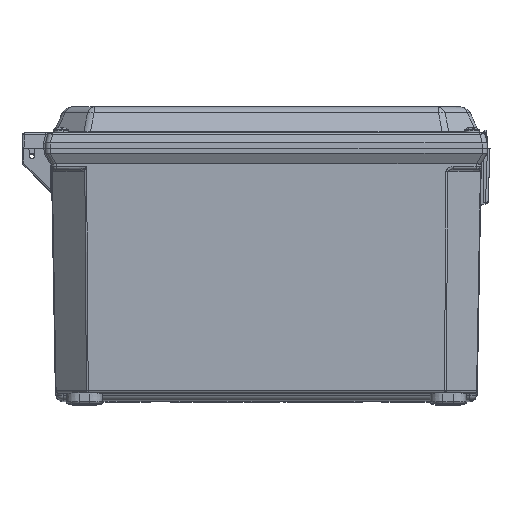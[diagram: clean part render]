
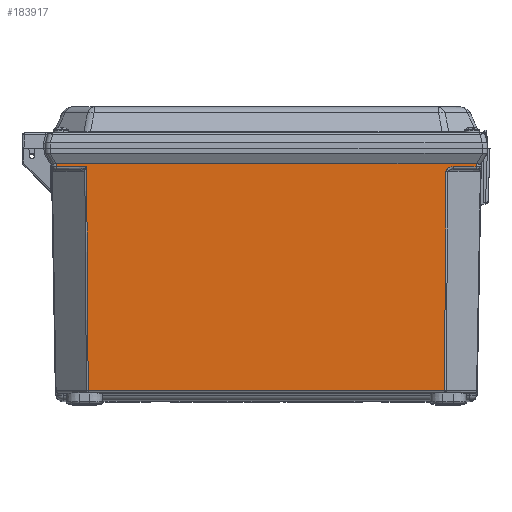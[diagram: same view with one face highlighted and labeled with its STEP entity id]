
A CAD part, top view. The second image highlights one B-rep face of the part: STEP entity #183917.
In plain terms, the highlighted planar face has unit normal (0, -0.018, 1).
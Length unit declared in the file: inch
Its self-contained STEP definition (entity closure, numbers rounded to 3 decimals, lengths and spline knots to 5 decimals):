
#1960 = CARTESIAN_POINT ( 'NONE',  ( 4.3833, -5.8751, 6.00529 ) ) ;
#2080 = EDGE_CURVE ( 'NONE', #135284, #147982, #72415, .T. ) ;
#2285 = LINE ( 'NONE', #1960, #11398 ) ;
#5781 = VECTOR ( 'NONE', #103430, 39.37008 ) ;
#7554 = EDGE_CURVE ( 'NONE', #170338, #159843, #2285, .T. ) ;
#9566 = DIRECTION ( 'NONE',  ( 0.007, 1., 0.017 ) ) ;
#9761 = CARTESIAN_POINT ( 'NONE',  ( 5.08632, -0.375, 6.1013 ) ) ;
#11398 = VECTOR ( 'NONE', #103244, 39.37008 ) ;
#11743 = LINE ( 'NONE', #154982, #118203 ) ;
#15879 = VERTEX_POINT ( 'NONE', #49241 ) ;
#18598 = ORIENTED_EDGE ( 'NONE', *, *, #21630, .T. ) ;
#19868 = CARTESIAN_POINT ( 'NONE',  ( 4.3567, -0.50229, 6.09908 ) ) ;
#20384 =( BOUNDED_CURVE ( )  B_SPLINE_CURVE ( 3, ( #164276, #92026, #19868, #121189 ),
 .UNSPECIFIED., .F., .F. ) 
 B_SPLINE_CURVE_WITH_KNOTS ( ( 4, 4 ),
 ( 1.59548, 3.14882 ),
 .UNSPECIFIED. ) 
 CURVE ( )  GEOMETRIC_REPRESENTATION_ITEM ( )  RATIONAL_B_SPLINE_CURVE ( ( 1., 0.809, 0.809, 1. ) ) 
 REPRESENTATION_ITEM ( '' )  );
#21630 = EDGE_CURVE ( 'NONE', #15879, #95765, #95689, .T. ) ;
#21826 = CARTESIAN_POINT ( 'NONE',  ( 5.08497, -0.45208, 6.09995 ) ) ;
#22664 = LINE ( 'NONE', #63680, #172247 ) ;
#27896 = ORIENTED_EDGE ( 'NONE', *, *, #151611, .F. ) ;
#28168 = EDGE_CURVE ( 'NONE', #159843, #89228, #90188, .T. ) ;
#36534 = CARTESIAN_POINT ( 'NONE',  ( -4.35706, -0.45208, 6.09995 ) ) ;
#36630 = AXIS2_PLACEMENT_3D ( 'NONE', #171248, #185781, #98990 ) ;
#42193 = CARTESIAN_POINT ( 'NONE',  ( -4.3823, -0.45208, 6.09995 ) ) ;
#45871 = ORIENTED_EDGE ( 'NONE', *, *, #7554, .T. ) ;
#45972 = FACE_OUTER_BOUND ( 'NONE', #71048, .T. ) ;
#46772 = EDGE_CURVE ( 'NONE', #147982, #51035, #48927, .T. ) ;
#48927 = LINE ( 'NONE', #73121, #5781 ) ;
#49241 = CARTESIAN_POINT ( 'NONE',  ( -5.08497, -0.45208, 6.09995 ) ) ;
#51035 = VERTEX_POINT ( 'NONE', #184495 ) ;
#53713 = DIRECTION ( 'NONE',  ( 1., 0., 0. ) ) ;
#63680 = CARTESIAN_POINT ( 'NONE',  ( -4.35716, -0.43818, 6.10019 ) ) ;
#69124 = VECTOR ( 'NONE', #187934, 39.37008 ) ;
#69926 = PLANE ( 'NONE',  #36630 ) ;
#71048 = EDGE_LOOP ( 'NONE', ( #119866, #45871, #165547, #27896, #154443, #99340, #181944, #138168, #18598 ) ) ;
#72098 = DIRECTION ( 'NONE',  ( 0.017, 1., 0.017 ) ) ;
#72415 = LINE ( 'NONE', #158860, #183409 ) ;
#73121 = CARTESIAN_POINT ( 'NONE',  ( 5.35563, -0.375, 6.1013 ) ) ;
#73695 = LINE ( 'NONE', #86552, #69124 ) ;
#85664 = VECTOR ( 'NONE', #9566, 39.37008 ) ;
#86552 = CARTESIAN_POINT ( 'NONE',  ( -5.08343, -0.54019, 6.09841 ) ) ;
#89228 = VERTEX_POINT ( 'NONE', #108884 ) ;
#90188 = LINE ( 'NONE', #170353, #85664 ) ;
#92026 = CARTESIAN_POINT ( 'NONE',  ( 4.42808, -0.45208, 6.09995 ) ) ;
#95689 = LINE ( 'NONE', #42193, #168230 ) ;
#95765 = VERTEX_POINT ( 'NONE', #36534 ) ;
#98990 = DIRECTION ( 'NONE',  ( 0., -1., -0.017 ) ) ;
#99340 = ORIENTED_EDGE ( 'NONE', *, *, #2080, .T. ) ;
#103244 = DIRECTION ( 'NONE',  ( 1., 0., 0. ) ) ;
#103430 = DIRECTION ( 'NONE',  ( -1., 0., 0. ) ) ;
#108884 = CARTESIAN_POINT ( 'NONE',  ( 4.35618, -0.57392, 6.09783 ) ) ;
#118203 = VECTOR ( 'NONE', #53713, 39.37008 ) ;
#119866 = ORIENTED_EDGE ( 'NONE', *, *, #187355, .T. ) ;
#121189 = CARTESIAN_POINT ( 'NONE',  ( 4.35618, -0.57392, 6.09783 ) ) ;
#125654 = CARTESIAN_POINT ( 'NONE',  ( 4.31785, -5.8751, 6.00529 ) ) ;
#127151 = VERTEX_POINT ( 'NONE', #177514 ) ;
#128858 = DIRECTION ( 'NONE',  ( 1., 0., 0. ) ) ;
#135284 = VERTEX_POINT ( 'NONE', #21826 ) ;
#136428 = DIRECTION ( 'NONE',  ( 0.007, -1., -0.017 ) ) ;
#138168 = ORIENTED_EDGE ( 'NONE', *, *, #181552, .T. ) ;
#147982 = VERTEX_POINT ( 'NONE', #9761 ) ;
#151611 = EDGE_CURVE ( 'NONE', #127151, #89228, #20384, .T. ) ;
#154443 = ORIENTED_EDGE ( 'NONE', *, *, #179282, .T. ) ;
#154982 = CARTESIAN_POINT ( 'NONE',  ( 5.08391, -0.45208, 6.09995 ) ) ;
#158860 = CARTESIAN_POINT ( 'NONE',  ( 5.0861, -0.38726, 6.10108 ) ) ;
#159843 = VERTEX_POINT ( 'NONE', #125654 ) ;
#161693 = CARTESIAN_POINT ( 'NONE',  ( -4.31785, -5.8751, 6.00529 ) ) ;
#164276 = CARTESIAN_POINT ( 'NONE',  ( 4.52939, -0.45208, 6.09995 ) ) ;
#165547 = ORIENTED_EDGE ( 'NONE', *, *, #28168, .T. ) ;
#168230 = VECTOR ( 'NONE', #128858, 39.37008 ) ;
#170338 = VERTEX_POINT ( 'NONE', #161693 ) ;
#170353 = CARTESIAN_POINT ( 'NONE',  ( 4.35762, -0.37481, 6.1013 ) ) ;
#171248 = CARTESIAN_POINT ( 'NONE',  ( 4.3833, -0.375, 6.1013 ) ) ;
#172247 = VECTOR ( 'NONE', #136428, 39.37008 ) ;
#177514 = CARTESIAN_POINT ( 'NONE',  ( 4.52939, -0.45208, 6.09995 ) ) ;
#179282 = EDGE_CURVE ( 'NONE', #127151, #135284, #11743, .T. ) ;
#181552 = EDGE_CURVE ( 'NONE', #51035, #15879, #73695, .T. ) ;
#181944 = ORIENTED_EDGE ( 'NONE', *, *, #46772, .T. ) ;
#183409 = VECTOR ( 'NONE', #72098, 39.37008 ) ;
#183917 = ADVANCED_FACE ( 'NONE', ( #45972 ), #69926, .T. ) ;
#184495 = CARTESIAN_POINT ( 'NONE',  ( -5.08632, -0.375, 6.1013 ) ) ;
#185781 = DIRECTION ( 'NONE',  ( 0., -0.017, 1. ) ) ;
#187355 = EDGE_CURVE ( 'NONE', #95765, #170338, #22664, .T. ) ;
#187934 = DIRECTION ( 'NONE',  ( 0.017, -1., -0.017 ) ) ;
